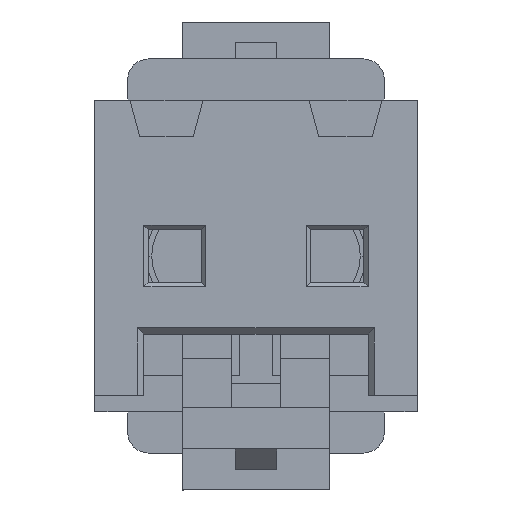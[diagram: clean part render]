
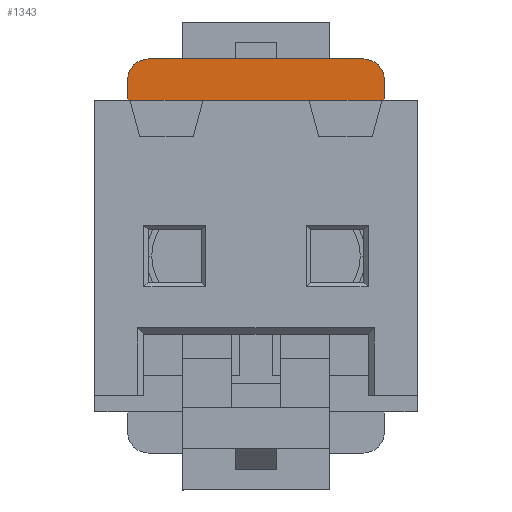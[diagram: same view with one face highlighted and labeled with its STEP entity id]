
A CAD part, front view. The second image highlights one B-rep face of the part: STEP entity #1343.
In plain terms, the highlighted face is planar.
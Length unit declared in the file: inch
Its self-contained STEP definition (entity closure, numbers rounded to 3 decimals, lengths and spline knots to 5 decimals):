
#79 = CARTESIAN_POINT ( 'NONE',  ( -0.12323, 0.03937, -0.14961 ) ) ;
#110 = DIRECTION ( 'NONE',  ( 0., 0., -1. ) ) ;
#160 = ORIENTED_EDGE ( 'NONE', *, *, #714, .T. ) ;
#168 = ORIENTED_EDGE ( 'NONE', *, *, #1548, .T. ) ;
#190 = ORIENTED_EDGE ( 'NONE', *, *, #1339, .F. ) ;
#230 = DIRECTION ( 'NONE',  ( -1., 0., 0. ) ) ;
#300 = LINE ( 'NONE', #1313, #2543 ) ;
#310 = VERTEX_POINT ( 'NONE', #2954 ) ;
#584 = AXIS2_PLACEMENT_3D ( 'NONE', #3125, #1095, #110 ) ;
#714 = EDGE_CURVE ( 'NONE', #2932, #2491, #2231, .T. ) ;
#717 = DIRECTION ( 'NONE',  ( 0., 0., -1. ) ) ;
#801 = AXIS2_PLACEMENT_3D ( 'NONE', #2027, #2497, #1981 ) ;
#921 = EDGE_CURVE ( 'NONE', #2908, #2491, #1270, .T. ) ;
#964 = CARTESIAN_POINT ( 'NONE',  ( 0.10354, 0.03937, -0.18898 ) ) ;
#984 = LINE ( 'NONE', #995, #1059 ) ;
#995 = CARTESIAN_POINT ( 'NONE',  ( 0.12323, 0.03937, -0.18898 ) ) ;
#1013 = FACE_OUTER_BOUND ( 'NONE', #1125, .T. ) ;
#1034 = CARTESIAN_POINT ( 'NONE',  ( -0.10354, 0.03937, -0.18898 ) ) ;
#1042 = VERTEX_POINT ( 'NONE', #3143 ) ;
#1059 = VECTOR ( 'NONE', #717, 39.37008 ) ;
#1095 = DIRECTION ( 'NONE',  ( 0., -1., 0. ) ) ;
#1113 = AXIS2_PLACEMENT_3D ( 'NONE', #1530, #2722, #2554 ) ;
#1125 = EDGE_LOOP ( 'NONE', ( #1163, #168, #1935, #190, #160, #2563 ) ) ;
#1163 = ORIENTED_EDGE ( 'NONE', *, *, #1936, .T. ) ;
#1270 = CIRCLE ( 'NONE', #584, 0.01969 ) ;
#1282 = PLANE ( 'NONE',  #801 ) ;
#1313 = CARTESIAN_POINT ( 'NONE',  ( 0.12323, 0.03937, -0.14961 ) ) ;
#1339 = EDGE_CURVE ( 'NONE', #2932, #1042, #2066, .T. ) ;
#1343 = ADVANCED_FACE ( 'NONE', ( #1013 ), #1282, .T. ) ;
#1379 = EDGE_CURVE ( 'NONE', #310, #1042, #984, .T. ) ;
#1381 = LINE ( 'NONE', #2451, #2382 ) ;
#1530 = CARTESIAN_POINT ( 'NONE',  ( 0.10354, 0.03937, -0.16929 ) ) ;
#1548 = EDGE_CURVE ( 'NONE', #1747, #310, #300, .T. ) ;
#1590 = CARTESIAN_POINT ( 'NONE',  ( -0.12323, 0.03937, -0.16929 ) ) ;
#1629 = DIRECTION ( 'NONE',  ( 0., 0., 1. ) ) ;
#1747 = VERTEX_POINT ( 'NONE', #79 ) ;
#1935 = ORIENTED_EDGE ( 'NONE', *, *, #1379, .T. ) ;
#1936 = EDGE_CURVE ( 'NONE', #2908, #1747, #1381, .T. ) ;
#1981 = DIRECTION ( 'NONE',  ( 0., 0., 1. ) ) ;
#2027 = CARTESIAN_POINT ( 'NONE',  ( 0., 0.03937, -0.02756 ) ) ;
#2066 = CIRCLE ( 'NONE', #1113, 0.01969 ) ;
#2231 = LINE ( 'NONE', #2489, #2280 ) ;
#2280 = VECTOR ( 'NONE', #230, 39.37008 ) ;
#2312 = DIRECTION ( 'NONE',  ( 1., 0., 0. ) ) ;
#2382 = VECTOR ( 'NONE', #1629, 39.37008 ) ;
#2451 = CARTESIAN_POINT ( 'NONE',  ( -0.12323, 0.03937, -0.18898 ) ) ;
#2489 = CARTESIAN_POINT ( 'NONE',  ( 0.12323, 0.03937, -0.18898 ) ) ;
#2491 = VERTEX_POINT ( 'NONE', #1034 ) ;
#2497 = DIRECTION ( 'NONE',  ( 0., 1., 0. ) ) ;
#2543 = VECTOR ( 'NONE', #2312, 39.37008 ) ;
#2554 = DIRECTION ( 'NONE',  ( 0., 0., -1. ) ) ;
#2563 = ORIENTED_EDGE ( 'NONE', *, *, #921, .F. ) ;
#2722 = DIRECTION ( 'NONE',  ( 0., -1., 0. ) ) ;
#2908 = VERTEX_POINT ( 'NONE', #1590 ) ;
#2932 = VERTEX_POINT ( 'NONE', #964 ) ;
#2954 = CARTESIAN_POINT ( 'NONE',  ( 0.12323, 0.03937, -0.14961 ) ) ;
#3125 = CARTESIAN_POINT ( 'NONE',  ( -0.10354, 0.03937, -0.16929 ) ) ;
#3143 = CARTESIAN_POINT ( 'NONE',  ( 0.12323, 0.03937, -0.16929 ) ) ;
